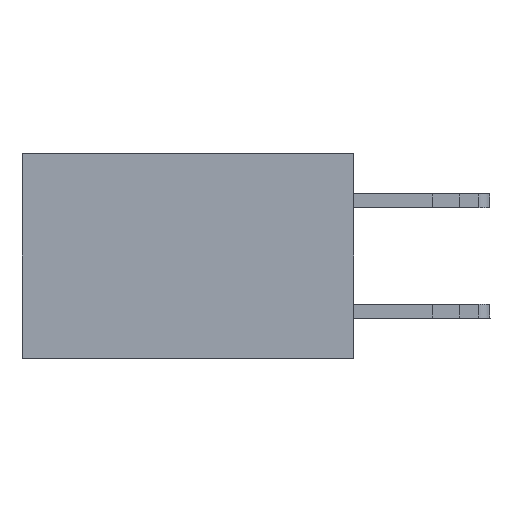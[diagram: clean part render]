
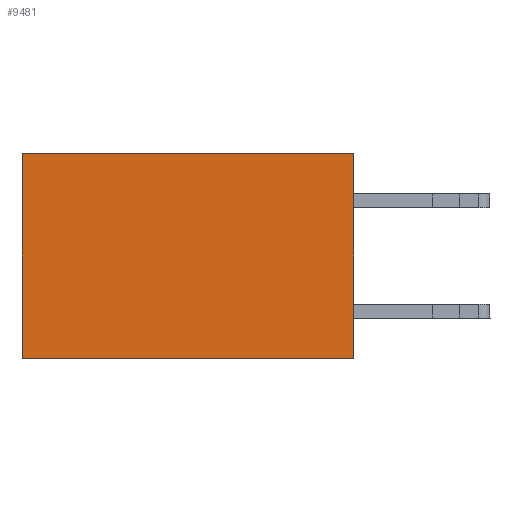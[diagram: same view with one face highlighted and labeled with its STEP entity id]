
A CAD part, left-side view. The second image highlights one B-rep face of the part: STEP entity #9481.
In plain terms, the highlighted planar face has unit normal (-1, 0, 0).
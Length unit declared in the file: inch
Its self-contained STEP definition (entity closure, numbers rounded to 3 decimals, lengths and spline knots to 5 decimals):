
#310 = ORIENTED_EDGE ( 'NONE', *, *, #7453, .F. ) ;
#731 = VERTEX_POINT ( 'NONE', #8824 ) ;
#816 = LINE ( 'NONE', #14501, #17574 ) ;
#1094 = VECTOR ( 'NONE', #8463, 39.37008 ) ;
#1326 = VECTOR ( 'NONE', #3512, 39.37008 ) ;
#1632 = LINE ( 'NONE', #11788, #1094 ) ;
#2786 = CARTESIAN_POINT ( 'NONE',  ( 0.2875, 0.6, 0. ) ) ;
#3512 = DIRECTION ( 'NONE',  ( 0., 0., -1. ) ) ;
#4558 = DIRECTION ( 'NONE',  ( 0., 0., -1. ) ) ;
#4608 = FACE_OUTER_BOUND ( 'NONE', #18435, .T. ) ;
#4624 = CARTESIAN_POINT ( 'NONE',  ( 0.2875, 0., 0. ) ) ;
#4632 = ORIENTED_EDGE ( 'NONE', *, *, #14518, .F. ) ;
#5963 = EDGE_CURVE ( 'NONE', #5976, #12602, #816, .T. ) ;
#5976 = VERTEX_POINT ( 'NONE', #2786 ) ;
#6061 = ORIENTED_EDGE ( 'NONE', *, *, #19332, .T. ) ;
#7453 = EDGE_CURVE ( 'NONE', #731, #12141, #14329, .T. ) ;
#8038 = DIRECTION ( 'NONE',  ( 0., 0., -1. ) ) ;
#8463 = DIRECTION ( 'NONE',  ( 0., 1., 0. ) ) ;
#8824 = CARTESIAN_POINT ( 'NONE',  ( 0.2875, 0., 0. ) ) ;
#9481 = ADVANCED_FACE ( 'NONE', ( #4608 ), #14567, .F. ) ;
#11788 = CARTESIAN_POINT ( 'NONE',  ( 0.2875, 0., -0.37 ) ) ;
#12132 = AXIS2_PLACEMENT_3D ( 'NONE', #4624, #17743, #8038 ) ;
#12141 = VERTEX_POINT ( 'NONE', #12320 ) ;
#12320 = CARTESIAN_POINT ( 'NONE',  ( 0.2875, 0., -0.37 ) ) ;
#12602 = VERTEX_POINT ( 'NONE', #19748 ) ;
#14329 = LINE ( 'NONE', #19857, #1326 ) ;
#14501 = CARTESIAN_POINT ( 'NONE',  ( 0.2875, 0.6, 0. ) ) ;
#14518 = EDGE_CURVE ( 'NONE', #12141, #12602, #1632, .T. ) ;
#14567 = PLANE ( 'NONE',  #12132 ) ;
#14593 = VECTOR ( 'NONE', #17111, 39.37008 ) ;
#15596 = LINE ( 'NONE', #18691, #14593 ) ;
#17111 = DIRECTION ( 'NONE',  ( 0., 1., 0. ) ) ;
#17574 = VECTOR ( 'NONE', #4558, 39.37008 ) ;
#17743 = DIRECTION ( 'NONE',  ( 1., 0., 0. ) ) ;
#18435 = EDGE_LOOP ( 'NONE', ( #20046, #4632, #310, #6061 ) ) ;
#18691 = CARTESIAN_POINT ( 'NONE',  ( 0.2875, 0., 0. ) ) ;
#19332 = EDGE_CURVE ( 'NONE', #731, #5976, #15596, .T. ) ;
#19748 = CARTESIAN_POINT ( 'NONE',  ( 0.2875, 0.6, -0.37 ) ) ;
#19857 = CARTESIAN_POINT ( 'NONE',  ( 0.2875, 0., 0. ) ) ;
#20046 = ORIENTED_EDGE ( 'NONE', *, *, #5963, .T. ) ;
